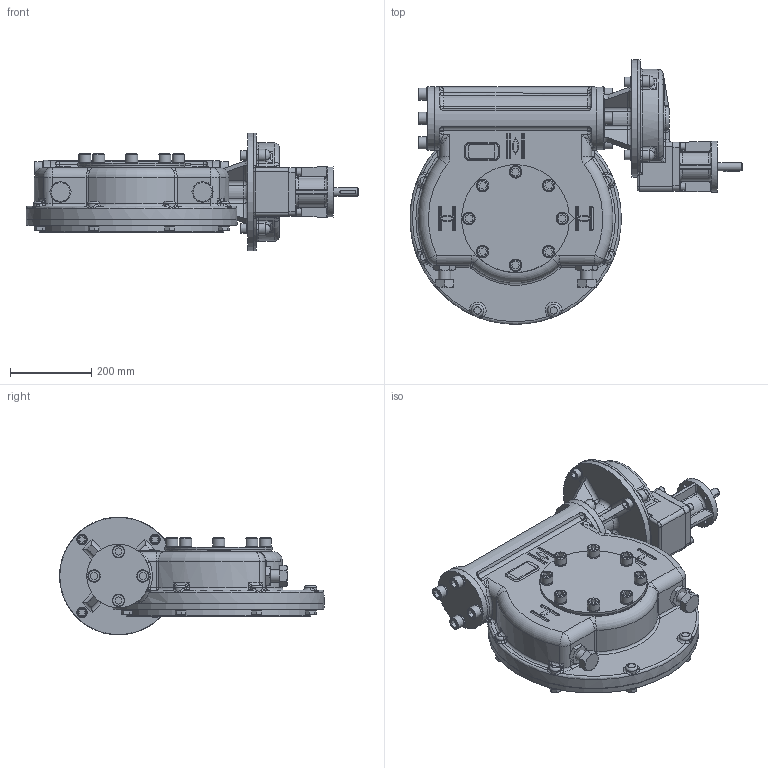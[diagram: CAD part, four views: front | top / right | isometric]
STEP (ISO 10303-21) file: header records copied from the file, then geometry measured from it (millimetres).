
FILE_DESCRIPTION(/* description */ ('Unknown'),/* implementation_level */ '2;1');
FILE_NAME(/* name */ 'PUB-IW82FBIRS-F10-F40',/* time_stamp */ '2016-07-11T14:25:59+01:00',/* author */ ('Unknown'),/* organization */ ('Unknown'),/* preprocessor_version */ 'ST-DEVELOPER v16',/* originating_system */ 'DEX',/* authorisation */ $);
FILE_SCHEMA (('AUTOMOTIVE_DESIGN {1 0 10303 214 3 1 1}'));
Products named in the file (1): PUB-IW82FBIRS-F10-F40
Bounding box: 817.13 x 650.94 x 289.28 mm (x, y, z)
Surface area: 1510249.9 mm2 (no closed solid volume)
Topology: 0 solids, 103 shells, 1375 faces, 4859 edges, 3524 vertices
Faces by surface type: plane 609, cylinder 325, bspline 139, torus 134, cone 120, sphere 48
Full cylindrical faces by diameter (mm): 10.5 x4, 17 x8, 18 x4, 19 x4, 20 x1, 24 x4, 30 x18, 30.7 x16, 31.67 x12, 50 x1, 70.05 x1, 125 x1, 155 x1, 195 x1, 260 x1, 289 x1, 454.5 x1
Entity records: 72464 total; most frequent: CARTESIAN_POINT 34601, ORIENTED_EDGE 7166, DIRECTION 6999, EDGE_CURVE 4594, VERTEX_POINT 3474, AXIS2_PLACEMENT_3D 2447, LINE 2105, VECTOR 2105
